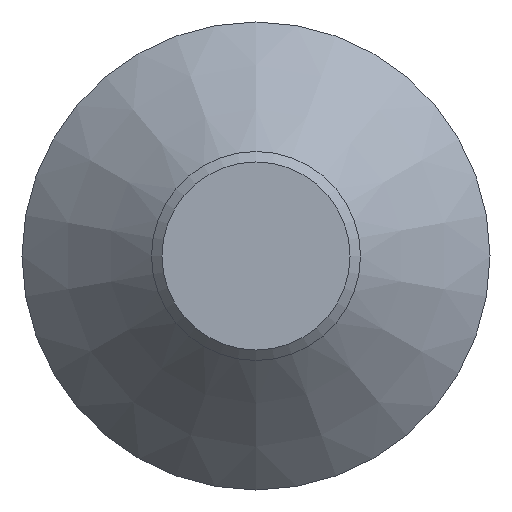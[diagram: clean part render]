
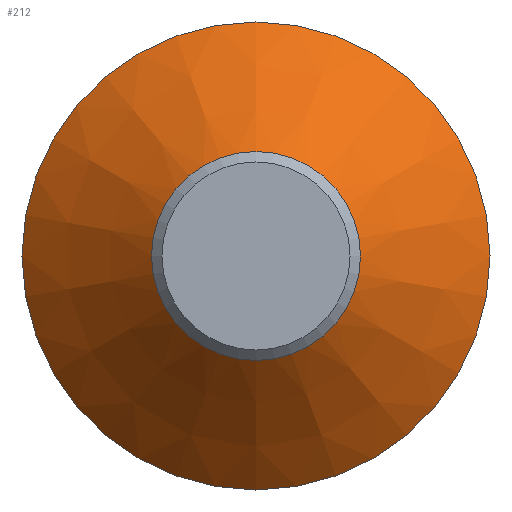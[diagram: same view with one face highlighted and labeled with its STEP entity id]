
A CAD part, front view. The second image highlights one B-rep face of the part: STEP entity #212.
In plain terms, the highlighted conical face has half-angle 45 degrees and reference radius 4.86 mm.
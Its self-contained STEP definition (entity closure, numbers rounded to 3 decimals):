
#17=CONICAL_SURFACE('',#247,4.86,0.785);
#20=CIRCLE('',#246,3.);
#21=CIRCLE('',#248,6.72);
#32=FACE_OUTER_BOUND('',#44,.T.);
#44=EDGE_LOOP('',(#169,#170,#171,#172));
#67=LINE('',#357,#88);
#88=VECTOR('',#302,4.86);
#103=VERTEX_POINT('',#351);
#104=VERTEX_POINT('',#355);
#126=EDGE_CURVE('',#103,#103,#20,.T.);
#128=EDGE_CURVE('',#104,#104,#21,.T.);
#129=EDGE_CURVE('',#104,#103,#67,.T.);
#169=ORIENTED_EDGE('',*,*,#128,.F.);
#170=ORIENTED_EDGE('',*,*,#129,.T.);
#171=ORIENTED_EDGE('',*,*,#126,.T.);
#172=ORIENTED_EDGE('',*,*,#129,.F.);
#212=ADVANCED_FACE('',(#32),#17,.T.);
#246=AXIS2_PLACEMENT_3D('',#352,#295,#296);
#247=AXIS2_PLACEMENT_3D('',#354,#298,#299);
#248=AXIS2_PLACEMENT_3D('',#356,#300,#301);
#295=DIRECTION('center_axis',(0.,1.,0.));
#296=DIRECTION('ref_axis',(0.,0.,1.));
#298=DIRECTION('center_axis',(0.,1.,0.));
#299=DIRECTION('ref_axis',(0.,0.,1.));
#300=DIRECTION('center_axis',(0.,1.,0.));
#301=DIRECTION('ref_axis',(0.,0.,1.));
#302=DIRECTION('',(0.,-0.707,0.707));
#351=CARTESIAN_POINT('',(0.,-3.72,-3.));
#352=CARTESIAN_POINT('Origin',(0.,-3.72,0.));
#354=CARTESIAN_POINT('Origin',(0.,-1.86,0.));
#355=CARTESIAN_POINT('',(0.,0.,-6.72));
#356=CARTESIAN_POINT('Origin',(0.,0.,0.));
#357=CARTESIAN_POINT('',(0.,-1.86,-4.86));
